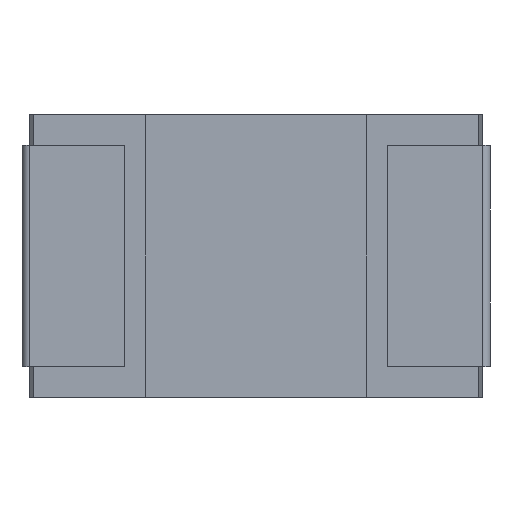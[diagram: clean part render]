
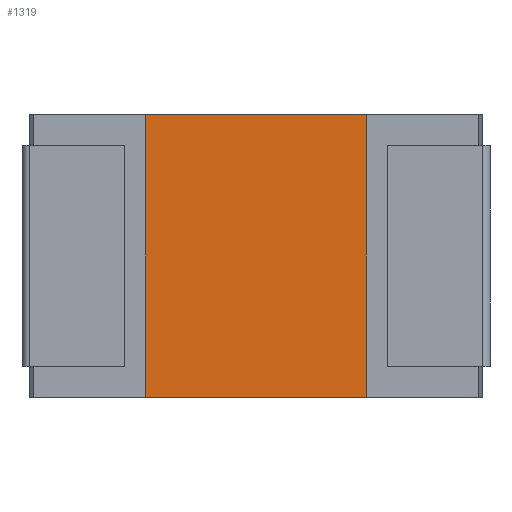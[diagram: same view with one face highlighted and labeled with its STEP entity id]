
A CAD part, front view. The second image highlights one B-rep face of the part: STEP entity #1319.
In plain terms, the highlighted planar face has unit normal (0, -1, 0).
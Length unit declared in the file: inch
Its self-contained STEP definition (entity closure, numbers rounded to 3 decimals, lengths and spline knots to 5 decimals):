
#156 = EDGE_CURVE ( 'NONE', #164, #1322, #422, .T. ) ;
#164 = VERTEX_POINT ( 'NONE', #1038 ) ;
#239 = EDGE_CURVE ( 'NONE', #1322, #1212, #1528, .T. ) ;
#246 = VECTOR ( 'NONE', #275, 39.37008 ) ;
#248 = DIRECTION ( 'NONE',  ( 0., 0., -1. ) ) ;
#275 = DIRECTION ( 'NONE',  ( 1., 0., 0. ) ) ;
#317 = VECTOR ( 'NONE', #248, 39.37008 ) ;
#408 = VERTEX_POINT ( 'NONE', #1495 ) ;
#422 = LINE ( 'NONE', #1276, #1281 ) ;
#440 = CARTESIAN_POINT ( 'NONE',  ( 0.1075, 0.00375, 0.1375 ) ) ;
#456 = DIRECTION ( 'NONE',  ( 1., 0., 0. ) ) ;
#508 = VECTOR ( 'NONE', #456, 39.37008 ) ;
#566 = DIRECTION ( 'NONE',  ( 0., 0., -1. ) ) ;
#702 = AXIS2_PLACEMENT_3D ( 'NONE', #440, #1151, #929 ) ;
#823 = CARTESIAN_POINT ( 'NONE',  ( -0.1075, 0.00375, -0.1375 ) ) ;
#929 = DIRECTION ( 'NONE',  ( 0., 0., 1. ) ) ;
#1028 = EDGE_CURVE ( 'NONE', #408, #1212, #1308, .T. ) ;
#1038 = CARTESIAN_POINT ( 'NONE',  ( -0.1075, 0.00375, 0.1375 ) ) ;
#1081 = EDGE_LOOP ( 'NONE', ( #1343, #1465, #1262, #1460 ) ) ;
#1088 = CARTESIAN_POINT ( 'NONE',  ( 0.1075, 0.00375, -0.1375 ) ) ;
#1107 = CARTESIAN_POINT ( 'NONE',  ( 0.1075, 0.00375, 0.1375 ) ) ;
#1114 = LINE ( 'NONE', #1470, #246 ) ;
#1133 = CARTESIAN_POINT ( 'NONE',  ( 0.1075, 0.00375, -0.1375 ) ) ;
#1151 = DIRECTION ( 'NONE',  ( 0., 1., 0. ) ) ;
#1171 = FACE_OUTER_BOUND ( 'NONE', #1081, .T. ) ;
#1202 = EDGE_CURVE ( 'NONE', #164, #408, #1114, .T. ) ;
#1212 = VERTEX_POINT ( 'NONE', #1133 ) ;
#1262 = ORIENTED_EDGE ( 'NONE', *, *, #1202, .F. ) ;
#1276 = CARTESIAN_POINT ( 'NONE',  ( -0.1075, 0.00375, 0.1375 ) ) ;
#1281 = VECTOR ( 'NONE', #566, 39.37008 ) ;
#1308 = LINE ( 'NONE', #1107, #317 ) ;
#1319 = ADVANCED_FACE ( 'NONE', ( #1171 ), #1514, .F. ) ;
#1322 = VERTEX_POINT ( 'NONE', #823 ) ;
#1343 = ORIENTED_EDGE ( 'NONE', *, *, #239, .T. ) ;
#1460 = ORIENTED_EDGE ( 'NONE', *, *, #156, .T. ) ;
#1465 = ORIENTED_EDGE ( 'NONE', *, *, #1028, .F. ) ;
#1470 = CARTESIAN_POINT ( 'NONE',  ( 0.1075, 0.00375, 0.1375 ) ) ;
#1495 = CARTESIAN_POINT ( 'NONE',  ( 0.1075, 0.00375, 0.1375 ) ) ;
#1514 = PLANE ( 'NONE',  #702 ) ;
#1528 = LINE ( 'NONE', #1088, #508 ) ;
